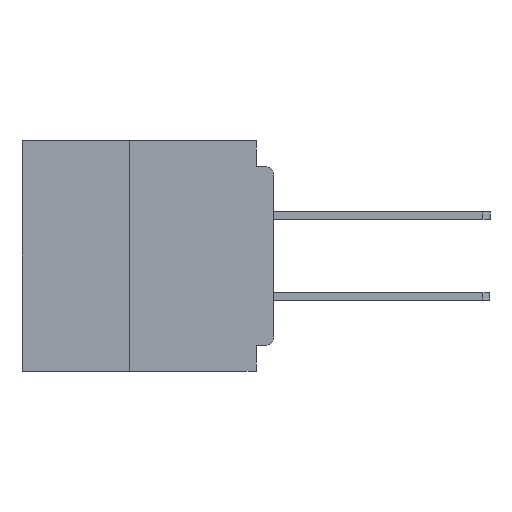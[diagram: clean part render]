
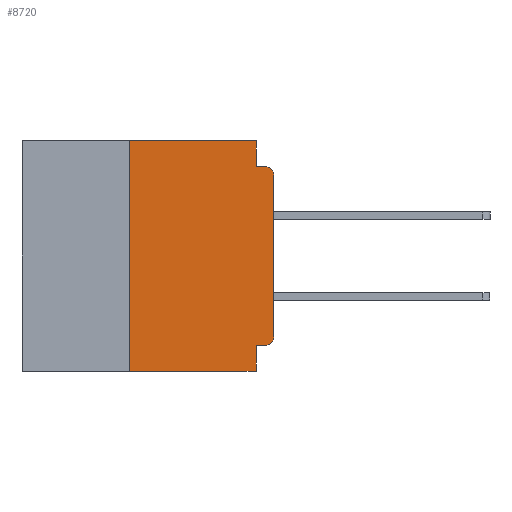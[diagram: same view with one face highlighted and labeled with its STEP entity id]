
A CAD part, left-side view. The second image highlights one B-rep face of the part: STEP entity #8720.
In plain terms, the highlighted planar face has unit normal (-1, 0, 0).
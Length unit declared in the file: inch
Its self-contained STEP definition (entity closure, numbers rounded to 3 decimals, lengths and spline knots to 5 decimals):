
#1215 = CARTESIAN_POINT ( 'NONE',  ( 0., 0.25, -0.4 ) ) ;
#1636 = CARTESIAN_POINT ( 'NONE',  ( 0., 0., -0.06 ) ) ;
#3468 = LINE ( 'NONE', #33736, #26198 ) ;
#3921 = CARTESIAN_POINT ( 'NONE',  ( 0., 0., -0.355 ) ) ;
#4114 = ORIENTED_EDGE ( 'NONE', *, *, #33610, .F. ) ;
#5357 = CARTESIAN_POINT ( 'NONE',  ( 0., 0.437, 0. ) ) ;
#6108 = CARTESIAN_POINT ( 'NONE',  ( 0., 0.437, 0. ) ) ;
#7007 = EDGE_CURVE ( 'NONE', #52016, #11394, #54094, .T. ) ;
#7122 = ORIENTED_EDGE ( 'NONE', *, *, #10741, .T. ) ;
#7788 = CARTESIAN_POINT ( 'NONE',  ( 0., 0.031, -0.4 ) ) ;
#8024 = CARTESIAN_POINT ( 'NONE',  ( 0., 0.031, -0.045 ) ) ;
#8547 = DIRECTION ( 'NONE',  ( 0., 1., 0. ) ) ;
#8720 = ADVANCED_FACE ( 'NONE', ( #10782 ), #46037, .F. ) ;
#8987 = LINE ( 'NONE', #3921, #43712 ) ;
#9987 = DIRECTION ( 'NONE',  ( 1., 0., 0. ) ) ;
#10646 = VECTOR ( 'NONE', #51078, 39.37008 ) ;
#10741 = EDGE_CURVE ( 'NONE', #47713, #11394, #26429, .T. ) ;
#10782 = FACE_OUTER_BOUND ( 'NONE', #16815, .T. ) ;
#11394 = VERTEX_POINT ( 'NONE', #34464 ) ;
#11545 = DIRECTION ( 'NONE',  ( 0., 0., 1. ) ) ;
#12954 = DIRECTION ( 'NONE',  ( -1., 0., 0. ) ) ;
#14402 = VECTOR ( 'NONE', #30154, 39.37008 ) ;
#15121 = VERTEX_POINT ( 'NONE', #18998 ) ;
#16815 = EDGE_LOOP ( 'NONE', ( #18372, #45182, #49875, #4114, #17394, #31651, #7122, #55595, #20148, #27968 ) ) ;
#17269 = DIRECTION ( 'NONE',  ( 0., -1., 0. ) ) ;
#17394 = ORIENTED_EDGE ( 'NONE', *, *, #31060, .F. ) ;
#17769 = EDGE_CURVE ( 'NONE', #47713, #46650, #3468, .T. ) ;
#17939 = VECTOR ( 'NONE', #42431, 39.37008 ) ;
#18372 = ORIENTED_EDGE ( 'NONE', *, *, #22245, .T. ) ;
#18998 = CARTESIAN_POINT ( 'NONE',  ( 0., 0.015, -0.045 ) ) ;
#19186 = DIRECTION ( 'NONE',  ( -1., 0., 0. ) ) ;
#19697 = CIRCLE ( 'NONE', #24936, 0.015 ) ;
#20148 = ORIENTED_EDGE ( 'NONE', *, *, #22446, .F. ) ;
#22245 = EDGE_CURVE ( 'NONE', #42724, #49844, #56902, .T. ) ;
#22446 = EDGE_CURVE ( 'NONE', #32066, #52016, #8987, .T. ) ;
#23928 = CARTESIAN_POINT ( 'NONE',  ( 0., 0.031, 0. ) ) ;
#24936 = AXIS2_PLACEMENT_3D ( 'NONE', #40121, #12954, #44666 ) ;
#25556 = CARTESIAN_POINT ( 'NONE',  ( 0., 0.437, -0.4 ) ) ;
#26041 = CARTESIAN_POINT ( 'NONE',  ( 0., 0., -0.34 ) ) ;
#26198 = VECTOR ( 'NONE', #56461, 39.37008 ) ;
#26429 = LINE ( 'NONE', #25556, #14402 ) ;
#27618 = VECTOR ( 'NONE', #17269, 39.37008 ) ;
#27968 = ORIENTED_EDGE ( 'NONE', *, *, #45835, .T. ) ;
#28441 = EDGE_CURVE ( 'NONE', #49844, #15121, #19697, .T. ) ;
#30154 = DIRECTION ( 'NONE',  ( 0., -1., 0. ) ) ;
#31060 = EDGE_CURVE ( 'NONE', #46650, #45872, #42077, .T. ) ;
#31624 = CIRCLE ( 'NONE', #47285, 0.015 ) ;
#31651 = ORIENTED_EDGE ( 'NONE', *, *, #17769, .F. ) ;
#32066 = VERTEX_POINT ( 'NONE', #48692 ) ;
#33610 = EDGE_CURVE ( 'NONE', #45872, #47987, #34757, .T. ) ;
#33736 = CARTESIAN_POINT ( 'NONE',  ( 0., 0.25, -0.4 ) ) ;
#34300 = VECTOR ( 'NONE', #11545, 39.37008 ) ;
#34464 = CARTESIAN_POINT ( 'NONE',  ( 0., 0.031, -0.4 ) ) ;
#34757 = LINE ( 'NONE', #55606, #10646 ) ;
#38985 = AXIS2_PLACEMENT_3D ( 'NONE', #5357, #9987, #41692 ) ;
#40121 = CARTESIAN_POINT ( 'NONE',  ( 0., 0.015, -0.06 ) ) ;
#41692 = DIRECTION ( 'NONE',  ( 0., 0., -1. ) ) ;
#42077 = LINE ( 'NONE', #6108, #17939 ) ;
#42431 = DIRECTION ( 'NONE',  ( 0., -1., 0. ) ) ;
#42724 = VERTEX_POINT ( 'NONE', #26041 ) ;
#42866 = CARTESIAN_POINT ( 'NONE',  ( 0., 0.25, 0. ) ) ;
#43712 = VECTOR ( 'NONE', #8547, 39.37008 ) ;
#44449 = CARTESIAN_POINT ( 'NONE',  ( 0., 0., -0.045 ) ) ;
#44666 = DIRECTION ( 'NONE',  ( 0., 0., -1. ) ) ;
#45182 = ORIENTED_EDGE ( 'NONE', *, *, #28441, .T. ) ;
#45835 = EDGE_CURVE ( 'NONE', #32066, #42724, #31624, .T. ) ;
#45872 = VERTEX_POINT ( 'NONE', #23928 ) ;
#46037 = PLANE ( 'NONE',  #38985 ) ;
#46360 = CARTESIAN_POINT ( 'NONE',  ( 0., 0.015, -0.34 ) ) ;
#46650 = VERTEX_POINT ( 'NONE', #42866 ) ;
#47285 = AXIS2_PLACEMENT_3D ( 'NONE', #46360, #19186, #50904 ) ;
#47713 = VERTEX_POINT ( 'NONE', #1215 ) ;
#47987 = VERTEX_POINT ( 'NONE', #8024 ) ;
#48692 = CARTESIAN_POINT ( 'NONE',  ( 0., 0.015, -0.355 ) ) ;
#49665 = CARTESIAN_POINT ( 'NONE',  ( 0., 0.031, -0.355 ) ) ;
#49844 = VERTEX_POINT ( 'NONE', #1636 ) ;
#49875 = ORIENTED_EDGE ( 'NONE', *, *, #57117, .F. ) ;
#50904 = DIRECTION ( 'NONE',  ( 0., 0., -1. ) ) ;
#51078 = DIRECTION ( 'NONE',  ( 0., 0., -1. ) ) ;
#51275 = VECTOR ( 'NONE', #57697, 39.37008 ) ;
#51718 = LINE ( 'NONE', #44449, #27618 ) ;
#52016 = VERTEX_POINT ( 'NONE', #49665 ) ;
#54094 = LINE ( 'NONE', #7788, #51275 ) ;
#55595 = ORIENTED_EDGE ( 'NONE', *, *, #7007, .F. ) ;
#55606 = CARTESIAN_POINT ( 'NONE',  ( 0., 0.031, 0. ) ) ;
#56461 = DIRECTION ( 'NONE',  ( 0., 0., 1. ) ) ;
#56862 = CARTESIAN_POINT ( 'NONE',  ( 0., 0., 0. ) ) ;
#56902 = LINE ( 'NONE', #56862, #34300 ) ;
#57117 = EDGE_CURVE ( 'NONE', #47987, #15121, #51718, .T. ) ;
#57697 = DIRECTION ( 'NONE',  ( 0., 0., -1. ) ) ;
